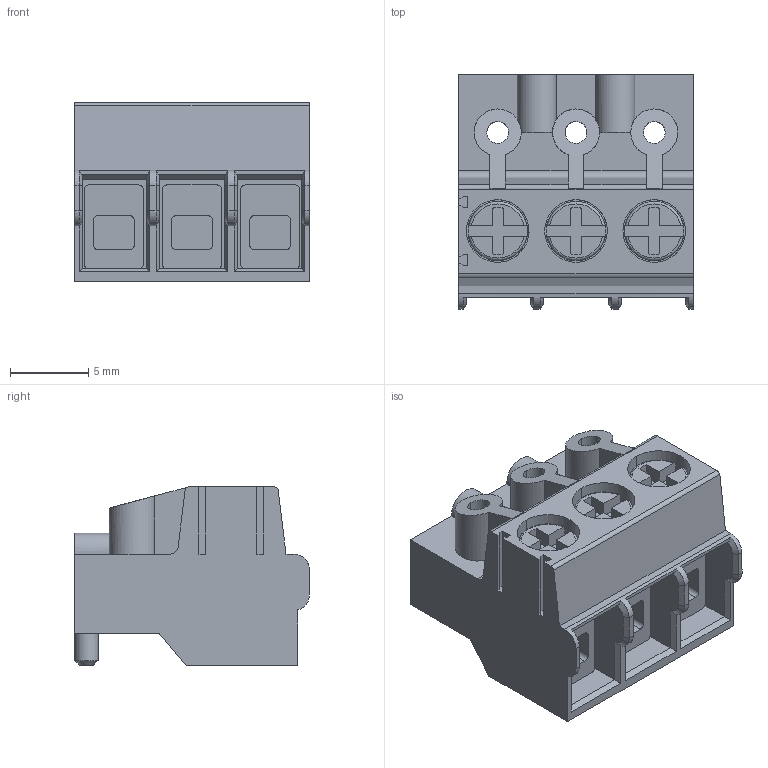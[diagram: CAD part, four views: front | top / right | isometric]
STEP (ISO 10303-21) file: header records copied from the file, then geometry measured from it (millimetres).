
FILE_DESCRIPTION(('Creo Elements/Direct Modeling STEP Export'),'2;1');
FILE_NAME('model.stp','2021-07-08T14:46:29',(''),(''),'Creo Elements/Direct Modeling STEP processor for AP214 (Solid Model)','Creo Elements/Direct Modeling 20.1D 10-Oct-2020 (C) Parametric Technology GmbH','');
FILE_SCHEMA(('AUTOMOTIVE_DESIGN { 1 0 10303 214 1 1 1 1 }'));
Length unit declared in the file: millimetre
Products named in the file (2): pt_1.5-3-pvh-5.0-a
Assembly tree (1 placements, depth 2):
  pt_1.5-3-pvh-5.0-a
    pt_1.5-3-pvh-5.0-a
Bounding box: 15 x 15 x 11.4 mm (x, y, z)
Volume: 1579.4 mm3; surface area: 1778.6 mm2
Topology: 1 solids, 1 shells, 350 faces, 964 edges, 627 vertices
Faces by surface type: plane 197, cylinder 103, cone 44, torus 6
Entity records: 14818 total; most frequent: CARTESIAN_POINT 3143, ORIENTED_EDGE 1928, DIRECTION 1771, EDGE_CURVE 964, VERTEX_POINT 627, VECTOR 595, LINE 595, AXIS2_PLACEMENT_3D 588
